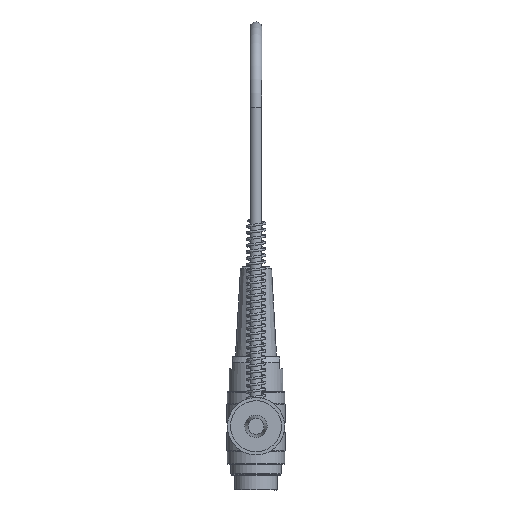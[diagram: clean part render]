
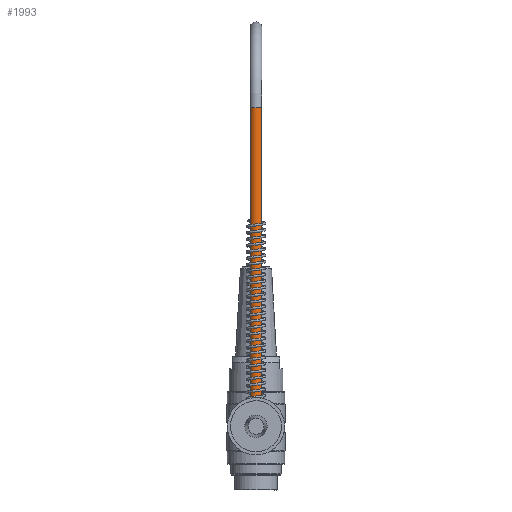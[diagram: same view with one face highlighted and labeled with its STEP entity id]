
A CAD part, left-side view. The second image highlights one B-rep face of the part: STEP entity #1993.
In plain terms, the highlighted cylindrical face has radius 1.85 mm (diameter 3.7 mm), a full revolution.
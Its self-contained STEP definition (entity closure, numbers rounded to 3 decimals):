
#336=FACE_BOUND('',#568,.T.);
#419=FACE_OUTER_BOUND('',#567,.T.);
#567=EDGE_LOOP('',(#1334));
#568=EDGE_LOOP('',(#1335));
#777=CIRCLE('',#2168,1.85);
#778=CIRCLE('',#2170,1.85);
#901=VERTEX_POINT('',#7230);
#902=VERTEX_POINT('',#7233);
#1083=EDGE_CURVE('',#901,#901,#777,.T.);
#1084=EDGE_CURVE('',#902,#902,#778,.T.);
#1334=ORIENTED_EDGE('',*,*,#1083,.F.);
#1335=ORIENTED_EDGE('',*,*,#1084,.T.);
#1795=CYLINDRICAL_SURFACE('',#2169,1.85);
#1993=ADVANCED_FACE('',(#419,#336),#1795,.T.);
#2168=AXIS2_PLACEMENT_3D('',#7231,#2449,#2450);
#2169=AXIS2_PLACEMENT_3D('',#7232,#2451,#2452);
#2170=AXIS2_PLACEMENT_3D('',#7234,#2453,#2454);
#2449=DIRECTION('center_axis',(0.,0.,
1.));
#2450=DIRECTION('ref_axis',(0.,1.,0.));
#2451=DIRECTION('center_axis',(0.,0.,
1.));
#2452=DIRECTION('ref_axis',(0.,1.,0.));
#2453=DIRECTION('center_axis',(0.,0.,
1.));
#2454=DIRECTION('ref_axis',(0.,1.,0.));
#7230=CARTESIAN_POINT('',(-4.7,-1.85,100.));
#7231=CARTESIAN_POINT('Origin',(-4.7,0.,
100.));
#7232=CARTESIAN_POINT('Origin',(-4.7,0.,5.));
#7233=CARTESIAN_POINT('',(-4.7,-1.85,5.));
#7234=CARTESIAN_POINT('Origin',(-4.7,0.,5.));
